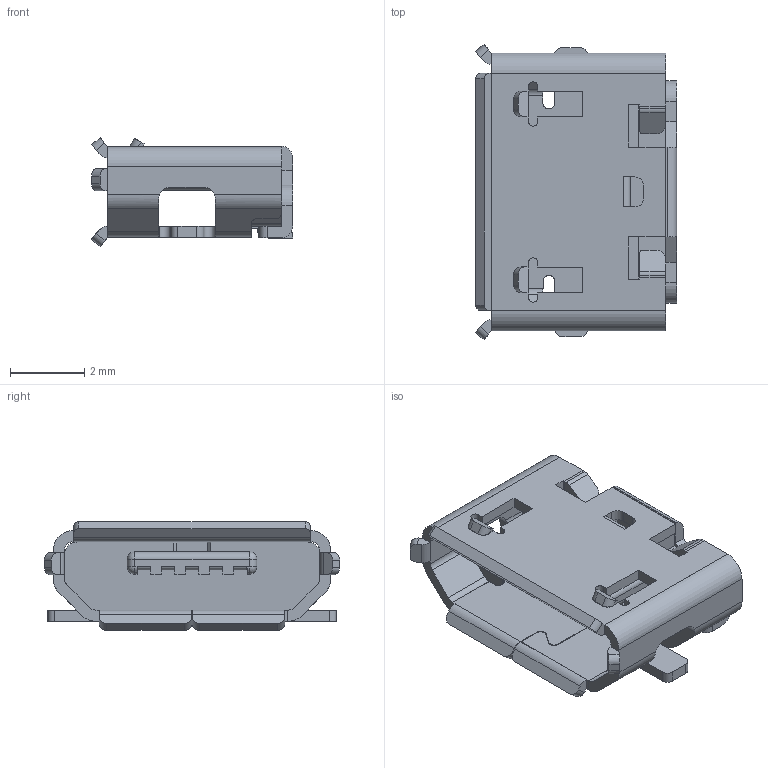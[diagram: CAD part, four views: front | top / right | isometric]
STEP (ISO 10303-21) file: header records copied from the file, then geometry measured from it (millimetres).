
FILE_DESCRIPTION(('FreeCAD Model'),'2;1');
FILE_NAME( 'USB-micro-B.step', '2016-07-22T17:19:43',('Author'),(''), 'Open CASCADE STEP processor 6.8','FreeCAD','Unknown');
FILE_SCHEMA(('AUTOMOTIVE_DESIGN_CC2 { 1 2 10303 214 -1 1 5 4 }'));
Length unit declared in the file: inch
Products named in the file (2): ASSEMBLY; USB-micro-B
Assembly tree (1 placements, depth 2):
  ASSEMBLY
    USB-micro-B
Bounding box: 5.44 x 7.98 x 2.94 mm (x, y, z)
Volume: 44.3 mm3; surface area: 269.4 mm2
Topology: 1 solids, 1 shells, 448 faces, 1330 edges, 868 vertices
Faces by surface type: plane 319, cylinder 125, sphere 4
Entity records: 38322 total; most frequent: CARTESIAN_POINT 9045, DIRECTION 4851, LINE 3292, VECTOR 3292, ORIENTED_EDGE 2652, PCURVE 2652, DEFINITIONAL_REPRESENTATION 2652, EDGE_CURVE 1326
